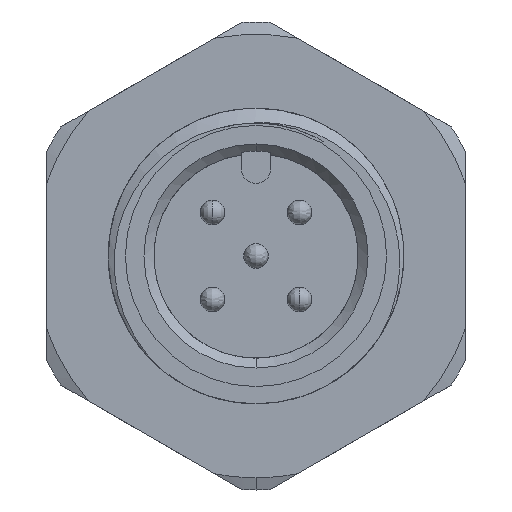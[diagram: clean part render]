
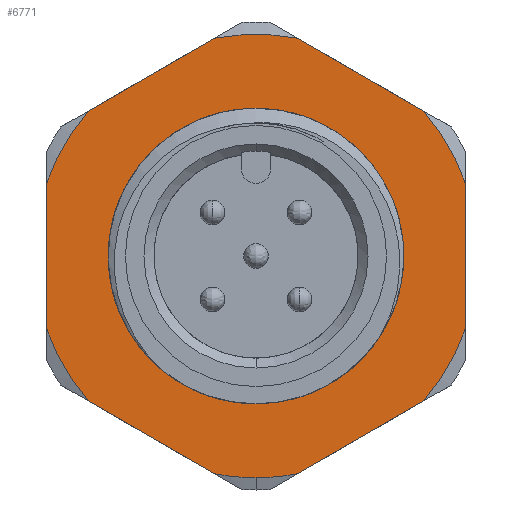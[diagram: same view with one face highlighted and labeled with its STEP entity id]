
A CAD part, left-side view. The second image highlights one B-rep face of the part: STEP entity #6771.
In plain terms, the highlighted planar face has unit normal (-1, 0, 0).
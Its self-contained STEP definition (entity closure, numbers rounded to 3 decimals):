
#60 = LINE ( 'NONE', #6689, #1197 ) ;
#72 = CARTESIAN_POINT ( 'NONE',  ( 11., 1.688, 8.84 ) ) ;
#93 = VECTOR ( 'NONE', #3221, 1000. ) ;
#249 = VERTEX_POINT ( 'NONE', #2566 ) ;
#304 = DIRECTION ( 'NONE',  ( 0., 0., -1. ) ) ;
#315 = DIRECTION ( 'NONE',  ( 1., 0., 0. ) ) ;
#316 = CARTESIAN_POINT ( 'NONE',  ( 11., 0., 0. ) ) ;
#344 = CARTESIAN_POINT ( 'NONE',  ( 11., -6.812, 5.882 ) ) ;
#353 = VECTOR ( 'NONE', #8441, 1000. ) ;
#504 = EDGE_CURVE ( 'NONE', #4564, #1974, #8433, .T. ) ;
#516 = LINE ( 'NONE', #4614, #3517 ) ;
#910 = CARTESIAN_POINT ( 'NONE',  ( 11., 0., 0. ) ) ;
#927 = CIRCLE ( 'NONE', #2838, 9. ) ;
#959 = VERTEX_POINT ( 'NONE', #8468 ) ;
#1183 = AXIS2_PLACEMENT_3D ( 'NONE', #7982, #7960, #7947 ) ;
#1197 = VECTOR ( 'NONE', #6553, 1000. ) ;
#1495 = CARTESIAN_POINT ( 'NONE',  ( 11., 5.3, 0. ) ) ;
#1574 = DIRECTION ( 'NONE',  ( 0., -1., 0. ) ) ;
#1579 = DIRECTION ( 'NONE',  ( -1., 0., 0. ) ) ;
#1588 = AXIS2_PLACEMENT_3D ( 'NONE', #7074, #7072, #7059 ) ;
#1591 = CARTESIAN_POINT ( 'NONE',  ( 11., 0., 0. ) ) ;
#1664 = DIRECTION ( 'NONE',  ( -1., 0., 0. ) ) ;
#1674 = DIRECTION ( 'NONE',  ( 0., -1., 0. ) ) ;
#1680 = FACE_BOUND ( 'NONE', #4198, .T. ) ;
#1727 = VERTEX_POINT ( 'NONE', #8115 ) ;
#1786 = VERTEX_POINT ( 'NONE', #8087 ) ;
#1797 = AXIS2_PLACEMENT_3D ( 'NONE', #8581, #9267, #9297 ) ;
#1887 = EDGE_CURVE ( 'NONE', #4627, #4414, #7679, .T. ) ;
#1974 = VERTEX_POINT ( 'NONE', #9165 ) ;
#2219 = AXIS2_PLACEMENT_3D ( 'NONE', #9294, #9291, #9286 ) ;
#2274 = CARTESIAN_POINT ( 'NONE',  ( 11., 8.5, -2.958 ) ) ;
#2434 = AXIS2_PLACEMENT_3D ( 'NONE', #1591, #1579, #1574 ) ;
#2546 = AXIS2_PLACEMENT_3D ( 'NONE', #3419, #3408, #3395 ) ;
#2566 = CARTESIAN_POINT ( 'NONE',  ( 11., -1.688, -8.84 ) ) ;
#2838 = AXIS2_PLACEMENT_3D ( 'NONE', #6207, #6203, #6185 ) ;
#2901 = AXIS2_PLACEMENT_3D ( 'NONE', #6900, #6898, #6889 ) ;
#2953 = CIRCLE ( 'NONE', #2434, 5.3 ) ;
#3086 = AXIS2_PLACEMENT_3D ( 'NONE', #910, #1664, #1674 ) ;
#3138 = AXIS2_PLACEMENT_3D ( 'NONE', #316, #315, #304 ) ;
#3147 = CARTESIAN_POINT ( 'NONE',  ( 11., -8.5, -6. ) ) ;
#3221 = DIRECTION ( 'NONE',  ( 0., 0., -1. ) ) ;
#3296 = CIRCLE ( 'NONE', #1588, 9. ) ;
#3395 = DIRECTION ( 'NONE',  ( 0., 0., -1. ) ) ;
#3408 = DIRECTION ( 'NONE',  ( 1., 0., 0. ) ) ;
#3419 = CARTESIAN_POINT ( 'NONE',  ( 11., 0., 0. ) ) ;
#3517 = VECTOR ( 'NONE', #4593, 1000. ) ;
#3571 = VERTEX_POINT ( 'NONE', #3808 ) ;
#3602 = VERTEX_POINT ( 'NONE', #4820 ) ;
#3686 = CIRCLE ( 'NONE', #1183, 9. ) ;
#3808 = CARTESIAN_POINT ( 'NONE',  ( 11., 6.812, -5.882 ) ) ;
#3879 = EDGE_CURVE ( 'NONE', #3905, #4564, #5686, .T. ) ;
#3905 = VERTEX_POINT ( 'NONE', #344 ) ;
#4072 = VERTEX_POINT ( 'NONE', #72 ) ;
#4193 = VERTEX_POINT ( 'NONE', #6459 ) ;
#4198 = EDGE_LOOP ( 'NONE', ( #8096, #8264 ) ) ;
#4219 = CARTESIAN_POINT ( 'NONE',  ( 11., -1.688, 8.84 ) ) ;
#4251 = DIRECTION ( 'NONE',  ( 0., -0.866, -0.5 ) ) ;
#4324 = CARTESIAN_POINT ( 'NONE',  ( 11., -6.812, -5.882 ) ) ;
#4338 = EDGE_LOOP ( 'NONE', ( #9302, #9115, #8930, #8901, #8863, #8849, #8861, #8805, #8684, #8643, #7934, #7695, #8335 ) ) ;
#4414 = VERTEX_POINT ( 'NONE', #7332 ) ;
#4564 = VERTEX_POINT ( 'NONE', #8185 ) ;
#4578 = EDGE_CURVE ( 'NONE', #7259, #1786, #6402, .T. ) ;
#4593 = DIRECTION ( 'NONE',  ( 0., -0.866, 0.5 ) ) ;
#4614 = CARTESIAN_POINT ( 'NONE',  ( 11., 6.812, 5.882 ) ) ;
#4621 = LINE ( 'NONE', #8478, #353 ) ;
#4627 = VERTEX_POINT ( 'NONE', #2274 ) ;
#4681 = LINE ( 'NONE', #4219, #5217 ) ;
#4820 = CARTESIAN_POINT ( 'NONE',  ( 11., 1.688, -8.84 ) ) ;
#4928 = EDGE_CURVE ( 'NONE', #3602, #3571, #4621, .T. ) ;
#5169 = EDGE_CURVE ( 'NONE', #4414, #4193, #7422, .T. ) ;
#5217 = VECTOR ( 'NONE', #4251, 1000. ) ;
#5320 = EDGE_CURVE ( 'NONE', #4072, #959, #927, .T. ) ;
#5613 = EDGE_CURVE ( 'NONE', #4193, #4072, #516, .T. ) ;
#5674 = VERTEX_POINT ( 'NONE', #4324 ) ;
#5686 = CIRCLE ( 'NONE', #3138, 9. ) ;
#5719 = EDGE_CURVE ( 'NONE', #959, #3905, #4681, .T. ) ;
#5877 = EDGE_CURVE ( 'NONE', #1974, #5674, #5937, .T. ) ;
#5880 = FACE_OUTER_BOUND ( 'NONE', #4338, .T. ) ;
#5937 = CIRCLE ( 'NONE', #2546, 9. ) ;
#6185 = DIRECTION ( 'NONE',  ( 0., 0., -1. ) ) ;
#6203 = DIRECTION ( 'NONE',  ( 1., 0., 0. ) ) ;
#6207 = CARTESIAN_POINT ( 'NONE',  ( 11., 0., 0. ) ) ;
#6380 = EDGE_CURVE ( 'NONE', #1786, #7259, #2953, .T. ) ;
#6402 = CIRCLE ( 'NONE', #3086, 5.3 ) ;
#6459 = CARTESIAN_POINT ( 'NONE',  ( 11., 6.812, 5.882 ) ) ;
#6520 = VECTOR ( 'NONE', #9246, 1000. ) ;
#6553 = DIRECTION ( 'NONE',  ( 0., 0.866, -0.5 ) ) ;
#6689 = CARTESIAN_POINT ( 'NONE',  ( 11., -6.812, -5.882 ) ) ;
#6771 = ADVANCED_FACE ( 'NONE', ( #1680, #5880 ), #8093, .F. ) ;
#6889 = DIRECTION ( 'NONE',  ( 0., 0., -1. ) ) ;
#6898 = DIRECTION ( 'NONE',  ( 1., 0., 0. ) ) ;
#6900 = CARTESIAN_POINT ( 'NONE',  ( 11., 0., 0. ) ) ;
#7059 = DIRECTION ( 'NONE',  ( 0., 0., -1. ) ) ;
#7072 = DIRECTION ( 'NONE',  ( 1., 0., 0. ) ) ;
#7074 = CARTESIAN_POINT ( 'NONE',  ( 11., 0., 0. ) ) ;
#7259 = VERTEX_POINT ( 'NONE', #1495 ) ;
#7332 = CARTESIAN_POINT ( 'NONE',  ( 11., 8.5, 2.958 ) ) ;
#7422 = CIRCLE ( 'NONE', #2901, 9. ) ;
#7592 = EDGE_CURVE ( 'NONE', #1727, #3602, #9137, .T. ) ;
#7679 = LINE ( 'NONE', #9248, #6520 ) ;
#7695 = ORIENTED_EDGE ( 'NONE', *, *, #1887, .F. ) ;
#7878 = EDGE_CURVE ( 'NONE', #3571, #4627, #3296, .T. ) ;
#7934 = ORIENTED_EDGE ( 'NONE', *, *, #5169, .F. ) ;
#7947 = DIRECTION ( 'NONE',  ( 0., 0., -1. ) ) ;
#7960 = DIRECTION ( 'NONE',  ( 1., 0., 0. ) ) ;
#7982 = CARTESIAN_POINT ( 'NONE',  ( 11., 0., 0. ) ) ;
#8087 = CARTESIAN_POINT ( 'NONE',  ( 11., -5.3, 0. ) ) ;
#8093 = PLANE ( 'NONE',  #2219 ) ;
#8096 = ORIENTED_EDGE ( 'NONE', *, *, #6380, .F. ) ;
#8115 = CARTESIAN_POINT ( 'NONE',  ( 11., 0., -9. ) ) ;
#8185 = CARTESIAN_POINT ( 'NONE',  ( 11., -8.5, 2.958 ) ) ;
#8264 = ORIENTED_EDGE ( 'NONE', *, *, #4578, .F. ) ;
#8335 = ORIENTED_EDGE ( 'NONE', *, *, #7878, .F. ) ;
#8433 = LINE ( 'NONE', #3147, #93 ) ;
#8441 = DIRECTION ( 'NONE',  ( 0., 0.866, 0.5 ) ) ;
#8468 = CARTESIAN_POINT ( 'NONE',  ( 11., -1.688, 8.84 ) ) ;
#8478 = CARTESIAN_POINT ( 'NONE',  ( 11., 1.688, -8.84 ) ) ;
#8581 = CARTESIAN_POINT ( 'NONE',  ( 11., 0., 0. ) ) ;
#8643 = ORIENTED_EDGE ( 'NONE', *, *, #5613, .F. ) ;
#8684 = ORIENTED_EDGE ( 'NONE', *, *, #5320, .F. ) ;
#8793 = EDGE_CURVE ( 'NONE', #5674, #249, #60, .T. ) ;
#8805 = ORIENTED_EDGE ( 'NONE', *, *, #5719, .F. ) ;
#8849 = ORIENTED_EDGE ( 'NONE', *, *, #504, .F. ) ;
#8861 = ORIENTED_EDGE ( 'NONE', *, *, #3879, .F. ) ;
#8863 = ORIENTED_EDGE ( 'NONE', *, *, #5877, .F. ) ;
#8901 = ORIENTED_EDGE ( 'NONE', *, *, #8793, .F. ) ;
#8930 = ORIENTED_EDGE ( 'NONE', *, *, #8952, .F. ) ;
#8952 = EDGE_CURVE ( 'NONE', #249, #1727, #3686, .T. ) ;
#9115 = ORIENTED_EDGE ( 'NONE', *, *, #7592, .F. ) ;
#9137 = CIRCLE ( 'NONE', #1797, 9. ) ;
#9165 = CARTESIAN_POINT ( 'NONE',  ( 11., -8.5, -2.958 ) ) ;
#9246 = DIRECTION ( 'NONE',  ( 0., 0., 1. ) ) ;
#9248 = CARTESIAN_POINT ( 'NONE',  ( 11., 8.5, -6. ) ) ;
#9267 = DIRECTION ( 'NONE',  ( 1., 0., 0. ) ) ;
#9286 = DIRECTION ( 'NONE',  ( 0., 0., -1. ) ) ;
#9291 = DIRECTION ( 'NONE',  ( 1., 0., 0. ) ) ;
#9294 = CARTESIAN_POINT ( 'NONE',  ( 11., 0., -6. ) ) ;
#9297 = DIRECTION ( 'NONE',  ( 0., 0., -1. ) ) ;
#9302 = ORIENTED_EDGE ( 'NONE', *, *, #4928, .F. ) ;
